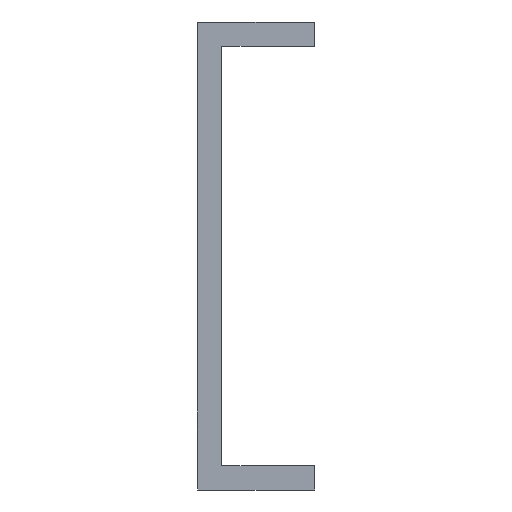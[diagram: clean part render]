
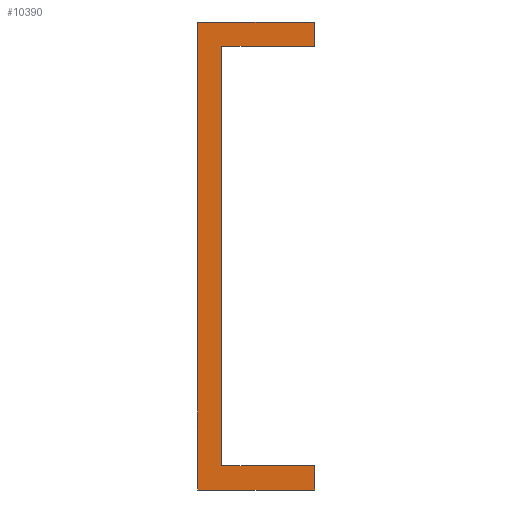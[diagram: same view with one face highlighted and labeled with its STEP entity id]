
A CAD part, front view. The second image highlights one B-rep face of the part: STEP entity #10390.
In plain terms, the highlighted planar face has unit normal (0, -1, 0).
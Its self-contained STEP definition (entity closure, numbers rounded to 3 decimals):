
#96 = CARTESIAN_POINT ( 'NONE',  ( -12., 0., 0. ) ) ;
#121 = ORIENTED_EDGE ( 'NONE', *, *, #9813, .F. ) ;
#233 = LINE ( 'NONE', #1381, #7540 ) ;
#367 = EDGE_CURVE ( 'NONE', #532, #7172, #2260, .T. ) ;
#392 = ORIENTED_EDGE ( 'NONE', *, *, #2379, .F. ) ;
#495 = VECTOR ( 'NONE', #7213, 1000. ) ;
#532 = VERTEX_POINT ( 'NONE', #4089 ) ;
#1211 = CARTESIAN_POINT ( 'NONE',  ( -12., 0., 0. ) ) ;
#1381 = CARTESIAN_POINT ( 'NONE',  ( -24., 0., -45.5 ) ) ;
#1787 = EDGE_CURVE ( 'NONE', #8041, #3732, #4182, .T. ) ;
#1960 = VECTOR ( 'NONE', #8160, 1000. ) ;
#2260 = LINE ( 'NONE', #7654, #10382 ) ;
#2379 = EDGE_CURVE ( 'NONE', #6913, #532, #233, .T. ) ;
#3081 = ORIENTED_EDGE ( 'NONE', *, *, #3337, .F. ) ;
#3337 = EDGE_CURVE ( 'NONE', #3732, #6913, #10423, .T. ) ;
#3525 = CARTESIAN_POINT ( 'NONE',  ( -21.5, 0., 0. ) ) ;
#3546 = VECTOR ( 'NONE', #3645, 1000. ) ;
#3549 = DIRECTION ( 'NONE',  ( 0., 0., -1. ) ) ;
#3645 = DIRECTION ( 'NONE',  ( -1., 0., 0. ) ) ;
#3664 = CARTESIAN_POINT ( 'NONE',  ( -12., 0., 0. ) ) ;
#3710 = EDGE_CURVE ( 'NONE', #11336, #8041, #4899, .T. ) ;
#3723 = DIRECTION ( 'NONE',  ( 1., 0., 0. ) ) ;
#3732 = VERTEX_POINT ( 'NONE', #6373 ) ;
#3936 = ORIENTED_EDGE ( 'NONE', *, *, #367, .F. ) ;
#4089 = CARTESIAN_POINT ( 'NONE',  ( -24., 0., 2.5 ) ) ;
#4107 = DIRECTION ( 'NONE',  ( -1., 0., 0. ) ) ;
#4182 = LINE ( 'NONE', #4996, #4993 ) ;
#4499 = CARTESIAN_POINT ( 'NONE',  ( 0., 0., 0. ) ) ;
#4765 = VECTOR ( 'NONE', #4107, 1000. ) ;
#4899 = LINE ( 'NONE', #8374, #495 ) ;
#4993 = VECTOR ( 'NONE', #8519, 1000. ) ;
#4996 = CARTESIAN_POINT ( 'NONE',  ( -12., 0., -43. ) ) ;
#5263 = AXIS2_PLACEMENT_3D ( 'NONE', #4499, #5373, #3549 ) ;
#5349 = DIRECTION ( 'NONE',  ( 0., 0., -1. ) ) ;
#5373 = DIRECTION ( 'NONE',  ( 0., -1., 0. ) ) ;
#6373 = CARTESIAN_POINT ( 'NONE',  ( -12., 0., -45.5 ) ) ;
#6471 = EDGE_LOOP ( 'NONE', ( #121, #7861, #9358, #3936, #392, #3081, #11391, #10045 ) ) ;
#6583 = EDGE_CURVE ( 'NONE', #11138, #9291, #8922, .T. ) ;
#6913 = VERTEX_POINT ( 'NONE', #11165 ) ;
#7084 = CARTESIAN_POINT ( 'NONE',  ( -12., 0., -43. ) ) ;
#7172 = VERTEX_POINT ( 'NONE', #8778 ) ;
#7213 = DIRECTION ( 'NONE',  ( 1., 0., 0. ) ) ;
#7351 = VECTOR ( 'NONE', #5349, 1000. ) ;
#7540 = VECTOR ( 'NONE', #11062, 1000. ) ;
#7654 = CARTESIAN_POINT ( 'NONE',  ( 24., 0., 2.5 ) ) ;
#7861 = ORIENTED_EDGE ( 'NONE', *, *, #6583, .F. ) ;
#8041 = VERTEX_POINT ( 'NONE', #7084 ) ;
#8160 = DIRECTION ( 'NONE',  ( 0., 0., -1. ) ) ;
#8374 = CARTESIAN_POINT ( 'NONE',  ( -12., 0., -43. ) ) ;
#8519 = DIRECTION ( 'NONE',  ( 0., 0., -1. ) ) ;
#8778 = CARTESIAN_POINT ( 'NONE',  ( -12., 0., 2.5 ) ) ;
#8922 = LINE ( 'NONE', #96, #3546 ) ;
#9291 = VERTEX_POINT ( 'NONE', #3525 ) ;
#9358 = ORIENTED_EDGE ( 'NONE', *, *, #10418, .F. ) ;
#9532 = LINE ( 'NONE', #3664, #1960 ) ;
#9687 = LINE ( 'NONE', #10634, #7351 ) ;
#9741 = PLANE ( 'NONE',  #5263 ) ;
#9813 = EDGE_CURVE ( 'NONE', #9291, #11336, #9687, .T. ) ;
#10045 = ORIENTED_EDGE ( 'NONE', *, *, #3710, .F. ) ;
#10382 = VECTOR ( 'NONE', #3723, 1000. ) ;
#10390 = ADVANCED_FACE ( 'NONE', ( #10635 ), #9741, .T. ) ;
#10418 = EDGE_CURVE ( 'NONE', #7172, #11138, #9532, .T. ) ;
#10423 = LINE ( 'NONE', #10985, #4765 ) ;
#10634 = CARTESIAN_POINT ( 'NONE',  ( -21.5, 0., 0. ) ) ;
#10635 = FACE_OUTER_BOUND ( 'NONE', #6471, .T. ) ;
#10985 = CARTESIAN_POINT ( 'NONE',  ( -21.5, 0., -45.5 ) ) ;
#11025 = CARTESIAN_POINT ( 'NONE',  ( -21.5, 0., -43. ) ) ;
#11062 = DIRECTION ( 'NONE',  ( 0., 0., 1. ) ) ;
#11138 = VERTEX_POINT ( 'NONE', #1211 ) ;
#11165 = CARTESIAN_POINT ( 'NONE',  ( -24., 0., -45.5 ) ) ;
#11336 = VERTEX_POINT ( 'NONE', #11025 ) ;
#11391 = ORIENTED_EDGE ( 'NONE', *, *, #1787, .F. ) ;
